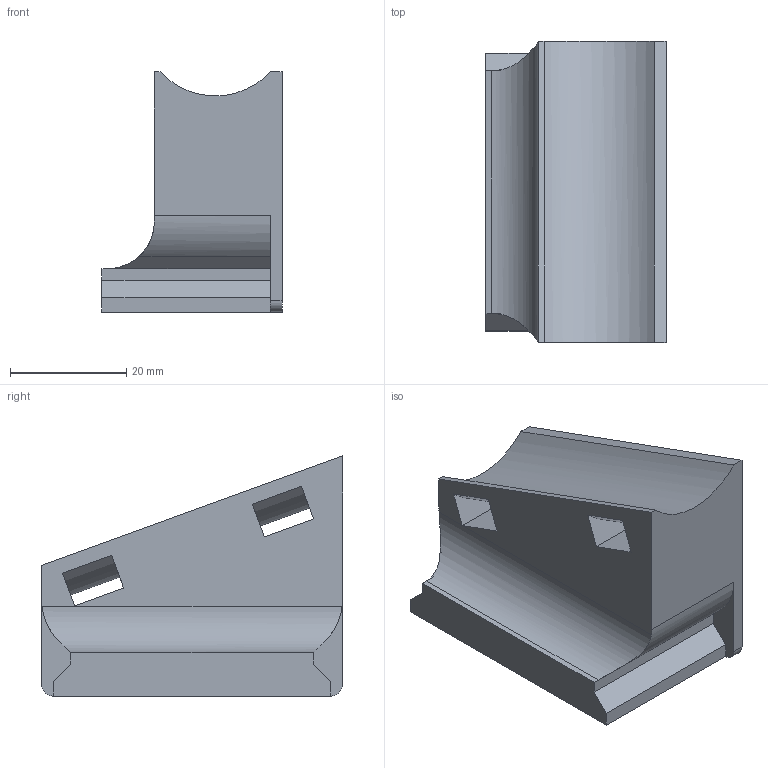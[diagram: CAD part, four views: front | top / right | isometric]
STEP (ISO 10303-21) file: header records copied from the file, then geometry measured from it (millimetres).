
FILE_DESCRIPTION(/* description */ (''),/* implementation_level */ '2;1');
FILE_NAME(/* name */ 'OBS-M-002 v9.step',/* time_stamp */ '2020-09-28T23:42:48+02:00',/* author */ (''),/* organization */ (''),/* preprocessor_version */ 'ST-DEVELOPER v18.1',/* originating_system */ 'Autodesk Translation Framework v9.3.0.1241',/* authorisation */ '');
FILE_SCHEMA (('AUTOMOTIVE_DESIGN { 1 0 10303 214 3 1 1 }'));
Length unit declared in the file: millimetre
Products named in the file (1): OBS-M-002
Bounding box: 31 x 51.8 x 41.35 mm (x, y, z)
Volume: 34212.7 mm3; surface area: 8912.1 mm2
Topology: 1 solids, 1 shells, 41 faces, 113 edges, 74 vertices
Faces by surface type: plane 30, cylinder 11
Entity records: 1348 total; most frequent: CARTESIAN_POINT 243, ORIENTED_EDGE 226, DIRECTION 217, EDGE_CURVE 113, LINE 89, VECTOR 89, VERTEX_POINT 74, AXIS2_PLACEMENT_3D 64
